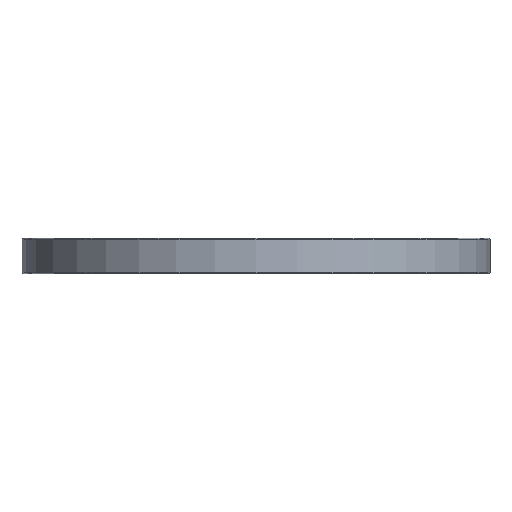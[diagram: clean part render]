
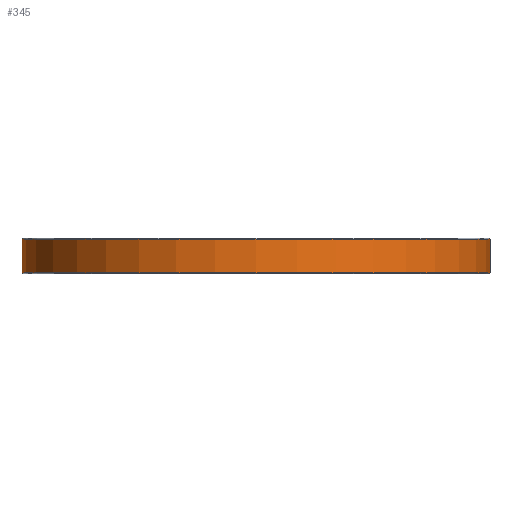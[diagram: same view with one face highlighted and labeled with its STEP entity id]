
A CAD part, front view. The second image highlights one B-rep face of the part: STEP entity #345.
In plain terms, the highlighted cylindrical face has radius 197.5 mm (diameter 395 mm), a partial arc.
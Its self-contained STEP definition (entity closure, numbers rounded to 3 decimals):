
#86 = EDGE_CURVE ( 'NONE', #516, #2124, #150, .T. ) ;
#121 = CARTESIAN_POINT ( 'NONE',  ( 0., 0., 29. ) ) ;
#139 = EDGE_CURVE ( 'NONE', #1743, #516, #1120, .T. ) ;
#150 = CIRCLE ( 'NONE', #1660, 197.5 ) ;
#267 = EDGE_CURVE ( 'NONE', #461, #1743, #1067, .T. ) ;
#301 = FACE_OUTER_BOUND ( 'NONE', #1270, .T. ) ;
#317 = DIRECTION ( 'NONE',  ( 0., 0., 1. ) ) ;
#345 = ADVANCED_FACE ( 'NONE', ( #301 ), #884, .T. ) ;
#371 = DIRECTION ( 'NONE',  ( 0., 0., -1. ) ) ;
#461 = VERTEX_POINT ( 'NONE', #1118 ) ;
#516 = VERTEX_POINT ( 'NONE', #1576 ) ;
#777 = CARTESIAN_POINT ( 'NONE',  ( -197.5, 0., 29. ) ) ;
#786 = EDGE_CURVE ( 'NONE', #461, #2124, #1897, .T. ) ;
#884 = CYLINDRICAL_SURFACE ( 'NONE', #1189, 197.5 ) ;
#904 = DIRECTION ( 'NONE',  ( 0., 0., -1. ) ) ;
#920 = CARTESIAN_POINT ( 'NONE',  ( -197.5, 0., 30. ) ) ;
#941 = DIRECTION ( 'NONE',  ( 0., 0., -1. ) ) ;
#1064 = ORIENTED_EDGE ( 'NONE', *, *, #86, .T. ) ;
#1067 = CIRCLE ( 'NONE', #1607, 197.5 ) ;
#1118 = CARTESIAN_POINT ( 'NONE',  ( 197.5, 0., 29. ) ) ;
#1120 = LINE ( 'NONE', #920, #1535 ) ;
#1189 = AXIS2_PLACEMENT_3D ( 'NONE', #1670, #2117, #2096 ) ;
#1270 = EDGE_LOOP ( 'NONE', ( #2347, #1445, #2084, #1064 ) ) ;
#1445 = ORIENTED_EDGE ( 'NONE', *, *, #267, .T. ) ;
#1535 = VECTOR ( 'NONE', #371, 1000. ) ;
#1576 = CARTESIAN_POINT ( 'NONE',  ( -197.5, 0., 1. ) ) ;
#1580 = CARTESIAN_POINT ( 'NONE',  ( 197.5, 0., 1. ) ) ;
#1607 = AXIS2_PLACEMENT_3D ( 'NONE', #121, #941, #1728 ) ;
#1660 = AXIS2_PLACEMENT_3D ( 'NONE', #2110, #317, #1697 ) ;
#1670 = CARTESIAN_POINT ( 'NONE',  ( 0., 0., 30. ) ) ;
#1697 = DIRECTION ( 'NONE',  ( 1., 0., 0. ) ) ;
#1728 = DIRECTION ( 'NONE',  ( 1., 0., 0. ) ) ;
#1743 = VERTEX_POINT ( 'NONE', #777 ) ;
#1843 = VECTOR ( 'NONE', #904, 1000. ) ;
#1897 = LINE ( 'NONE', #2081, #1843 ) ;
#2081 = CARTESIAN_POINT ( 'NONE',  ( 197.5, 0., 30. ) ) ;
#2084 = ORIENTED_EDGE ( 'NONE', *, *, #139, .T. ) ;
#2096 = DIRECTION ( 'NONE',  ( -1., 0., 0. ) ) ;
#2110 = CARTESIAN_POINT ( 'NONE',  ( 0., 0., 1. ) ) ;
#2117 = DIRECTION ( 'NONE',  ( 0., 0., -1. ) ) ;
#2124 = VERTEX_POINT ( 'NONE', #1580 ) ;
#2347 = ORIENTED_EDGE ( 'NONE', *, *, #786, .F. ) ;
